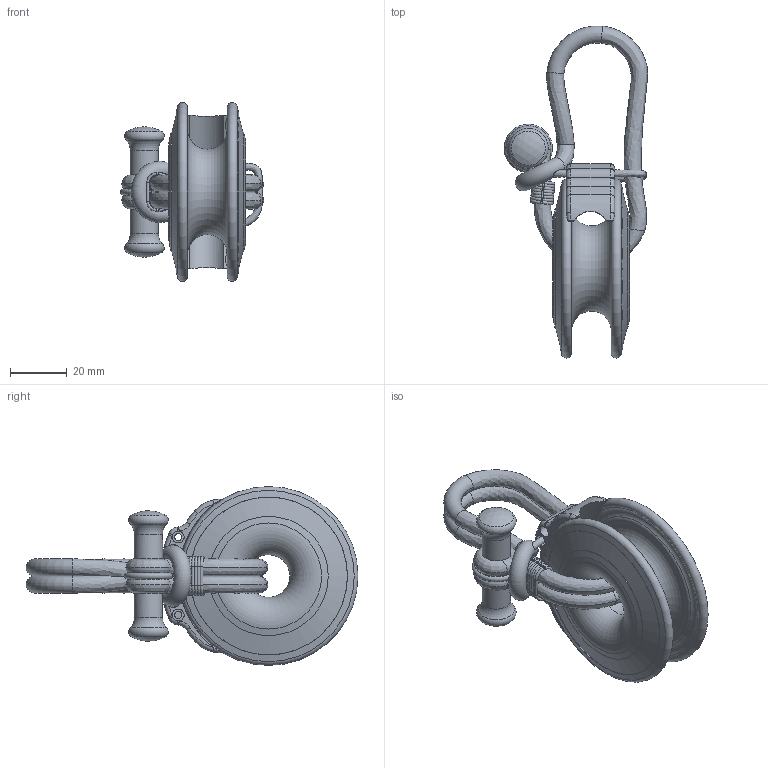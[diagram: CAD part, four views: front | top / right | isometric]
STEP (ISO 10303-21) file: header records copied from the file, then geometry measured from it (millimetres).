
FILE_DESCRIPTION(/* description */ (''),/* implementation_level */ '2;1');
FILE_NAME(/* name */ 'RS63.12.stp',/* time_stamp */ '2020-10-01T14:07:02+02:00',/* author */ ('lucade'),/* organization */ (''),/* preprocessor_version */ 'ST-DEVELOPER v18.1',/* originating_system */ 'Autodesk Inventor 2021',/* authorisation */ '');
FILE_SCHEMA (('AUTOMOTIVE_DESIGN { 1 0 10303 214 3 1 1 }'));
Length unit declared in the file: millimetre
Products named in the file (1): Parte1
Bounding box: 50.54 x 116.94 x 63 mm (x, y, z)
Volume: 60078.1 mm3; surface area: 28065.8 mm2
Topology: 1 solids, 1 shells, 361 faces, 978 edges, 513 vertices
Faces by surface type: torus 171, cylinder 113, bspline 41, plane 24, cone 10, sphere 2
Full cylindrical faces by diameter (mm): 1 x3, 2.5 x2, 4.2 x8, 10 x2, 15 x1
Entity records: 17550 total; most frequent: CARTESIAN_POINT 8765, ORIENTED_EDGE 1960, DIRECTION 1851, EDGE_CURVE 980, AXIS2_PLACEMENT_3D 869, CIRCLE 540, VERTEX_POINT 513, EDGE_LOOP 390
